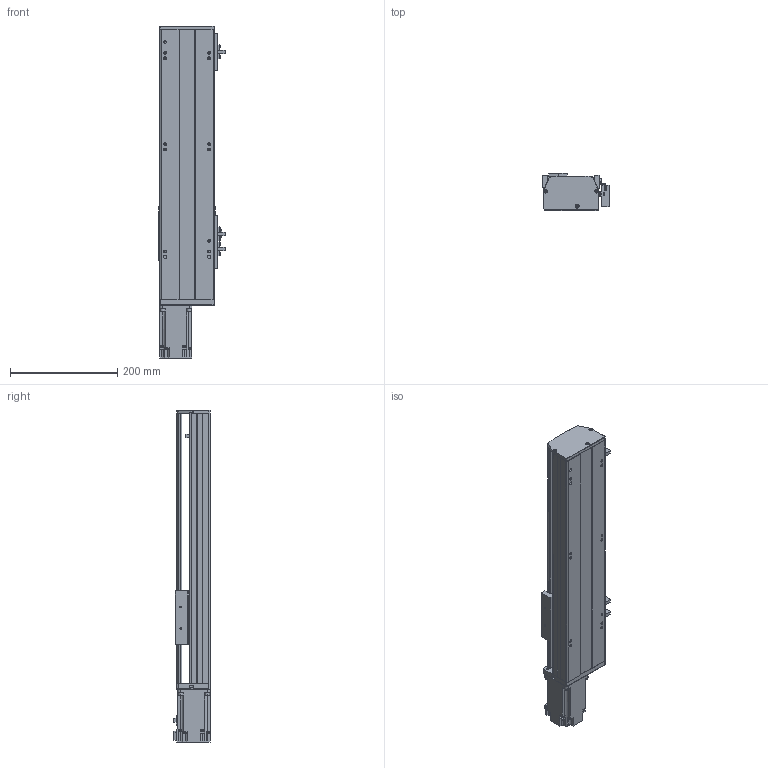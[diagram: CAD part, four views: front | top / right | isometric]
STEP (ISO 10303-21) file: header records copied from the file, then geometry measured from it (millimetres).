
FILE_DESCRIPTION (( 'STEP AP203' ), '1' );
FILE_NAME ('YSO100-2P-MS-300.step', '2018-04-23T06:37:52', ( '' ), ( '' ), 'SwSTEP 2.0', 'SolidWorks 2016', '' );
FILE_SCHEMA (( 'CONFIG_CONTROL_DESIGN' ));
Length unit declared in the file: millimetre
Products named in the file (9): AP-SO-10006-MS-2P; AP-SO-10002-MS-2P; YSO100-2P-MS-300; AP-SO-10003-MS-2P; AP-SO-10007-MS-2P; AP-SO-10005-MS-2P; AP-SO-10001-MS-2P; AP-SO-10004-MS-2P; AP-SO-10008-MS-2P
Assembly tree (8 placements, depth 2):
  YSO100-2P-MS-300
    AP-SO-10003-MS-2P
    AP-SO-10004-MS-2P
    AP-SO-10005-MS-2P
    AP-SO-10006-MS-2P
    AP-SO-10008-MS-2P
    AP-SO-10007-MS-2P
    AP-SO-10002-MS-2P
    AP-SO-10001-MS-2P
Bounding box: 123.2 x 70.3 x 618.3 mm (x, y, z)
Volume: 1222889 mm3; surface area: 393008.2 mm2
Topology: 4 solids, 40 shells, 1006 faces, 2682 edges, 1733 vertices
Faces by surface type: plane 510, cylinder 323, cone 119, torus 26, bspline 24, sphere 4
Entity records: 32525 total; most frequent: CARTESIAN_POINT 6164, DIRECTION 5450, ORIENTED_EDGE 5063, EDGE_CURVE 2648, AXIS2_PLACEMENT_3D 1921, VERTEX_POINT 1733, VECTOR 1608, LINE 1608
